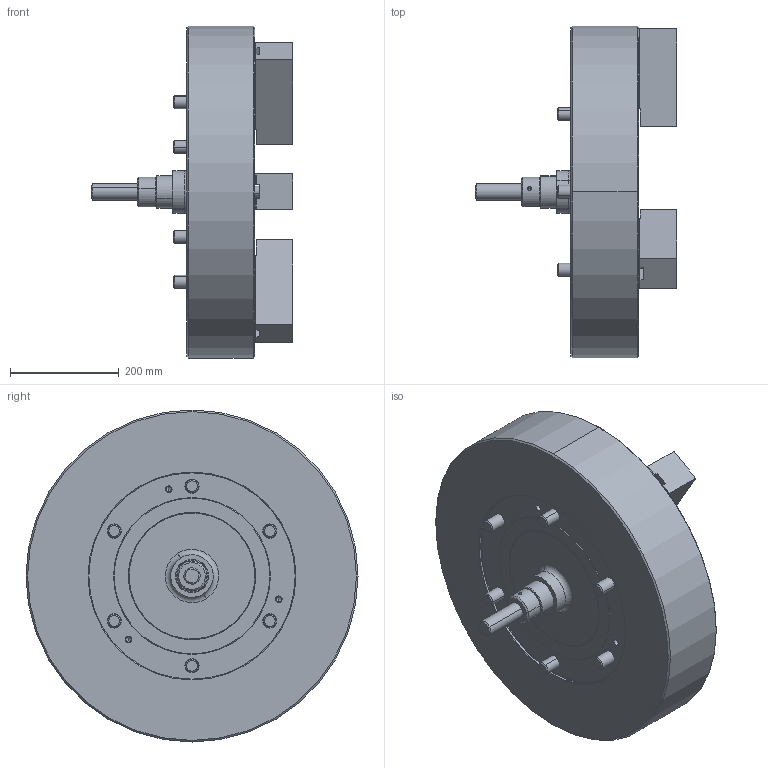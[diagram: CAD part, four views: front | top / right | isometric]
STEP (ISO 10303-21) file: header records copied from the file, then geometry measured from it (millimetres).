
FILE_DESCRIPTION (( 'STEP AP203' ), '1' );
FILE_NAME ('CF-3P-224.STEP', '2020-01-08T00:53:44', ( 'temp' ), ( '' ), 'SwSTEP 2.0', 'SolidWorks 2016', '' );
FILE_SCHEMA (( 'CONFIG_CONTROL_DESIGN' ));
Length unit declared in the file: millimetre
Products named in the file (10): CF-3P-224-04000; 圓頭內六角螺栓_M20x60; 圓頭內六角螺栓_M30x125(全牙); 圓頭內六角螺栓_M24x120; CF-3P-224; 3P-15-05000; 3P-15-06000; CF-3P-224-01000; CF-3P-224-02000; SJ-21
Assembly tree (21 placements, depth 2):
  CF-3P-224
    CF-3P-224-01000
    CF-3P-224-02000
    SJ-21  x3
    CF-3P-224-04000
    圓頭內六角螺栓_M20x60  x6
    圓頭內六角螺栓_M24x120  x6
    3P-15-05000
    3P-15-06000
    圓頭內六角螺栓_M30x125(全牙)
Bounding box: 371 x 610 x 610 mm (x, y, z)
Volume: 36476688.1 mm3; surface area: 1581434.3 mm2
Topology: 21 solids, 21 shells, 2412 faces, 6770 edges, 4437 vertices
Faces by surface type: plane 1761, cylinder 458, cone 183, torus 10
Entity records: 30957 total; most frequent: CARTESIAN_POINT 5465, ORIENTED_EDGE 5092, DIRECTION 4991, EDGE_CURVE 2546, VECTOR 1881, LINE 1881, VERTEX_POINT 1665, AXIS2_PLACEMENT_3D 1555
